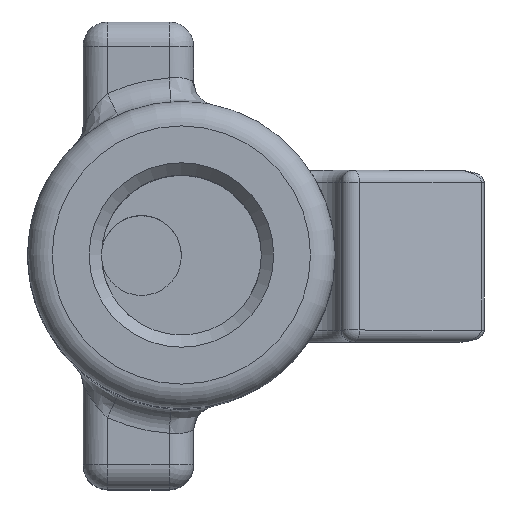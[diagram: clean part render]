
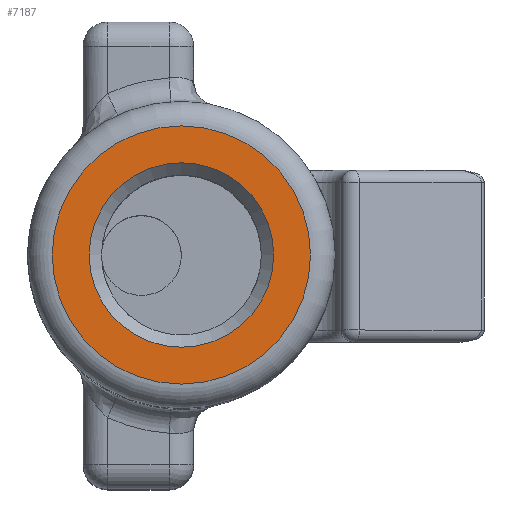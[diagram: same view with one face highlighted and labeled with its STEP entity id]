
A CAD part, top view. The second image highlights one B-rep face of the part: STEP entity #7187.
In plain terms, the highlighted planar face has unit normal (0, 0, 1).
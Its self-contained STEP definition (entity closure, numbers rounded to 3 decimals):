
#60=FACE_BOUND('',#1438,.T.);
#692=PLANE('',#7480);
#1019=FACE_OUTER_BOUND('',#1437,.T.);
#1437=EDGE_LOOP('',(#6438));
#1438=EDGE_LOOP('',(#6439));
#2857=CIRCLE('',#7478,10.5);
#2859=CIRCLE('',#7481,7.5);
#3549=VERTEX_POINT('',#13502);
#3550=VERTEX_POINT('',#13506);
#4525=EDGE_CURVE('',#3549,#3549,#2857,.T.);
#4527=EDGE_CURVE('',#3550,#3550,#2859,.T.);
#6438=ORIENTED_EDGE('',*,*,#4525,.F.);
#6439=ORIENTED_EDGE('',*,*,#4527,.F.);
#7187=ADVANCED_FACE('',(#1019,#60),#692,.T.);
#7478=AXIS2_PLACEMENT_3D('',#13503,#8594,#8595);
#7480=AXIS2_PLACEMENT_3D('',#13505,#8598,#8599);
#7481=AXIS2_PLACEMENT_3D('',#13507,#8600,#8601);
#8594=DIRECTION('center_axis',(0.,0.,-1.));
#8595=DIRECTION('ref_axis',(1.,0.,0.));
#8598=DIRECTION('center_axis',(0.,0.,1.));
#8599=DIRECTION('ref_axis',(1.,0.,0.));
#8600=DIRECTION('center_axis',(0.,0.,1.));
#8601=DIRECTION('ref_axis',(1.,0.,0.));
#13502=CARTESIAN_POINT('',(-10.5,0.,25.));
#13503=CARTESIAN_POINT('Origin',(0.,0.,25.));
#13505=CARTESIAN_POINT('Origin',(0.,0.,25.));
#13506=CARTESIAN_POINT('',(-7.5,0.,25.));
#13507=CARTESIAN_POINT('Origin',(0.,0.,25.));
